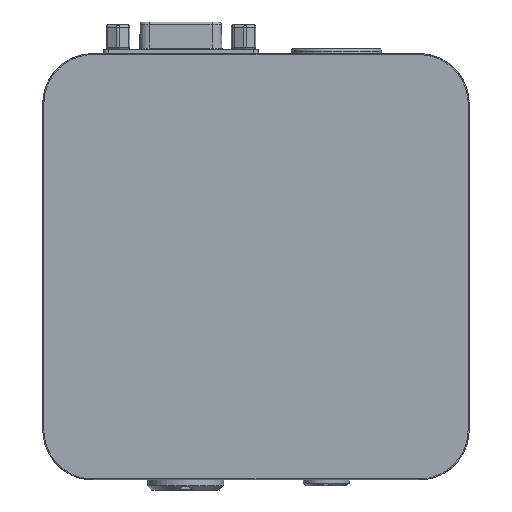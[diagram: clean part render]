
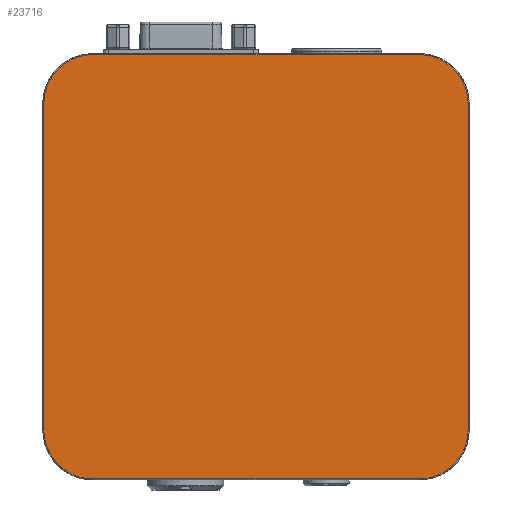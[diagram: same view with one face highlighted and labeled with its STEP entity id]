
A CAD part, front view. The second image highlights one B-rep face of the part: STEP entity #23716.
In plain terms, the highlighted planar face has unit normal (0, -1, 0).
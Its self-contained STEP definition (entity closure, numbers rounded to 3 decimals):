
#842 = FACE_OUTER_BOUND ( 'NONE', #27818, .T. ) ;
#1742 = CARTESIAN_POINT ( 'NONE',  ( 84.8, 0., 10. ) ) ;
#1940 = CARTESIAN_POINT ( 'NONE',  ( 4.259, 0., 84.8 ) ) ;
#2399 = ORIENTED_EDGE ( 'NONE', *, *, #27499, .F. ) ;
#2916 = CARTESIAN_POINT ( 'NONE',  ( 10., 0., 0.2 ) ) ;
#3066 = CARTESIAN_POINT ( 'NONE',  ( 84.8, 0., 75. ) ) ;
#3446 = VERTEX_POINT ( 'NONE', #40538 ) ;
#4548 =( BOUNDED_CURVE ( )  B_SPLINE_CURVE ( 3, ( #1742, #26759, #26533, #4575 ),
 .UNSPECIFIED., .F., .F. ) 
 B_SPLINE_CURVE_WITH_KNOTS ( ( 4, 4 ),
 ( 0., 1. ),
 .UNSPECIFIED. ) 
 CURVE ( )  GEOMETRIC_REPRESENTATION_ITEM ( )  RATIONAL_B_SPLINE_CURVE ( ( 1., 0.805, 0.805, 1. ) ) 
 REPRESENTATION_ITEM ( '' )  );
#4575 = CARTESIAN_POINT ( 'NONE',  ( 75., 0., 0.2 ) ) ;
#4622 = DIRECTION ( 'NONE',  ( 0., 1., 0. ) ) ;
#4663 = VECTOR ( 'NONE', #26348, 1000. ) ;
#4843 = DIRECTION ( 'NONE',  ( -1., 0., 0. ) ) ;
#5188 = VECTOR ( 'NONE', #22278, 1000. ) ;
#5257 = CARTESIAN_POINT ( 'NONE',  ( 75., 0., 84.8 ) ) ;
#6165 = ORIENTED_EDGE ( 'NONE', *, *, #20377, .F. ) ;
#6335 = LINE ( 'NONE', #35351, #7392 ) ;
#7392 = VECTOR ( 'NONE', #24505, 1000. ) ;
#7688 = VERTEX_POINT ( 'NONE', #8571 ) ;
#8345 = CARTESIAN_POINT ( 'NONE',  ( 0.2, 0., 75. ) ) ;
#8571 = CARTESIAN_POINT ( 'NONE',  ( 0.2, 0., 10. ) ) ;
#9201 = VERTEX_POINT ( 'NONE', #3066 ) ;
#9379 = VERTEX_POINT ( 'NONE', #39713 ) ;
#10824 = CARTESIAN_POINT ( 'NONE',  ( 10., 0., 0.2 ) ) ;
#13626 = EDGE_CURVE ( 'NONE', #17818, #7688, #33457, .T. ) ;
#15074 = LINE ( 'NONE', #35951, #5188 ) ;
#16126 = CARTESIAN_POINT ( 'NONE',  ( 84.8, 0., 75. ) ) ;
#17648 = ORIENTED_EDGE ( 'NONE', *, *, #30326, .F. ) ;
#17818 = VERTEX_POINT ( 'NONE', #10824 ) ;
#17999 = ORIENTED_EDGE ( 'NONE', *, *, #30400, .F. ) ;
#19724 = LINE ( 'NONE', #44014, #4663 ) ;
#20377 = EDGE_CURVE ( 'NONE', #9379, #17818, #15074, .T. ) ;
#20626 = CARTESIAN_POINT ( 'NONE',  ( 0.2, 0., 10. ) ) ;
#22278 = DIRECTION ( 'NONE',  ( -1., 0., 0. ) ) ;
#23701 = VERTEX_POINT ( 'NONE', #34117 ) ;
#23716 = ADVANCED_FACE ( 'NONE', ( #842 ), #36925, .F. ) ;
#24505 = DIRECTION ( 'NONE',  ( 0., 0., -1. ) ) ;
#25788 = ORIENTED_EDGE ( 'NONE', *, *, #13626, .F. ) ;
#25957 = EDGE_CURVE ( 'NONE', #23701, #9379, #4548, .T. ) ;
#26100 = CARTESIAN_POINT ( 'NONE',  ( 42.5, 0., 42.5 ) ) ;
#26187 = CARTESIAN_POINT ( 'NONE',  ( 42.5, 0., 84.8 ) ) ;
#26268 = VECTOR ( 'NONE', #30421, 1000. ) ;
#26348 = DIRECTION ( 'NONE',  ( 0., 0., 1. ) ) ;
#26533 = CARTESIAN_POINT ( 'NONE',  ( 80.741, 0., 0.2 ) ) ;
#26734 = CARTESIAN_POINT ( 'NONE',  ( 0.2, 0., 80.741 ) ) ;
#26759 = CARTESIAN_POINT ( 'NONE',  ( 84.8, 0., 4.259 ) ) ;
#27164 =( BOUNDED_CURVE ( )  B_SPLINE_CURVE ( 3, ( #5257, #30965, #45110, #16126 ),
 .UNSPECIFIED., .F., .T. ) 
 B_SPLINE_CURVE_WITH_KNOTS ( ( 4, 4 ),
 ( 0., 1. ),
 .UNSPECIFIED. ) 
 CURVE ( )  GEOMETRIC_REPRESENTATION_ITEM ( )  RATIONAL_B_SPLINE_CURVE ( ( 1., 0.805, 0.805, 1. ) ) 
 REPRESENTATION_ITEM ( '' )  );
#27499 = EDGE_CURVE ( 'NONE', #44369, #3446, #34194, .T. ) ;
#27717 = EDGE_CURVE ( 'NONE', #9201, #23701, #6335, .T. ) ;
#27818 = EDGE_LOOP ( 'NONE', ( #25788, #6165, #35744, #41852, #17648, #2399, #17999, #34720 ) ) ;
#30326 = EDGE_CURVE ( 'NONE', #3446, #9201, #27164, .T. ) ;
#30400 = EDGE_CURVE ( 'NONE', #40467, #44369, #44656, .T. ) ;
#30421 = DIRECTION ( 'NONE',  ( 1., 0., 0. ) ) ;
#30965 = CARTESIAN_POINT ( 'NONE',  ( 80.741, 0., 84.8 ) ) ;
#31705 = CARTESIAN_POINT ( 'NONE',  ( 0.2, 0., 4.259 ) ) ;
#33457 =( BOUNDED_CURVE ( )  B_SPLINE_CURVE ( 3, ( #2916, #39225, #31705, #20626 ),
 .UNSPECIFIED., .F., .F. ) 
 B_SPLINE_CURVE_WITH_KNOTS ( ( 4, 4 ),
 ( 0., 1. ),
 .UNSPECIFIED. ) 
 CURVE ( )  GEOMETRIC_REPRESENTATION_ITEM ( )  RATIONAL_B_SPLINE_CURVE ( ( 1., 0.805, 0.805, 1. ) ) 
 REPRESENTATION_ITEM ( '' )  );
#34038 = CARTESIAN_POINT ( 'NONE',  ( 10., 0., 84.8 ) ) ;
#34117 = CARTESIAN_POINT ( 'NONE',  ( 84.8, 0., 10. ) ) ;
#34194 = LINE ( 'NONE', #26187, #26268 ) ;
#34720 = ORIENTED_EDGE ( 'NONE', *, *, #35584, .F. ) ;
#35351 = CARTESIAN_POINT ( 'NONE',  ( 84.8, 0., 42.5 ) ) ;
#35584 = EDGE_CURVE ( 'NONE', #7688, #40467, #19724, .T. ) ;
#35744 = ORIENTED_EDGE ( 'NONE', *, *, #25957, .F. ) ;
#35951 = CARTESIAN_POINT ( 'NONE',  ( 42.5, 0., 0.2 ) ) ;
#36925 = PLANE ( 'NONE',  #40416 ) ;
#38826 = CARTESIAN_POINT ( 'NONE',  ( 0.2, 0., 75. ) ) ;
#39225 = CARTESIAN_POINT ( 'NONE',  ( 4.259, 0., 0.2 ) ) ;
#39713 = CARTESIAN_POINT ( 'NONE',  ( 75., 0., 0.2 ) ) ;
#40416 = AXIS2_PLACEMENT_3D ( 'NONE', #26100, #4622, #4843 ) ;
#40467 = VERTEX_POINT ( 'NONE', #38826 ) ;
#40538 = CARTESIAN_POINT ( 'NONE',  ( 75., 0., 84.8 ) ) ;
#41852 = ORIENTED_EDGE ( 'NONE', *, *, #27717, .F. ) ;
#44014 = CARTESIAN_POINT ( 'NONE',  ( 0.2, 0., 42.5 ) ) ;
#44369 = VERTEX_POINT ( 'NONE', #45595 ) ;
#44656 =( BOUNDED_CURVE ( )  B_SPLINE_CURVE ( 3, ( #8345, #26734, #1940, #34038 ),
 .UNSPECIFIED., .F., .T. ) 
 B_SPLINE_CURVE_WITH_KNOTS ( ( 4, 4 ),
 ( 0., 1. ),
 .UNSPECIFIED. ) 
 CURVE ( )  GEOMETRIC_REPRESENTATION_ITEM ( )  RATIONAL_B_SPLINE_CURVE ( ( 1., 0.805, 0.805, 1. ) ) 
 REPRESENTATION_ITEM ( '' )  );
#45110 = CARTESIAN_POINT ( 'NONE',  ( 84.8, 0., 80.741 ) ) ;
#45595 = CARTESIAN_POINT ( 'NONE',  ( 10., 0., 84.8 ) ) ;
